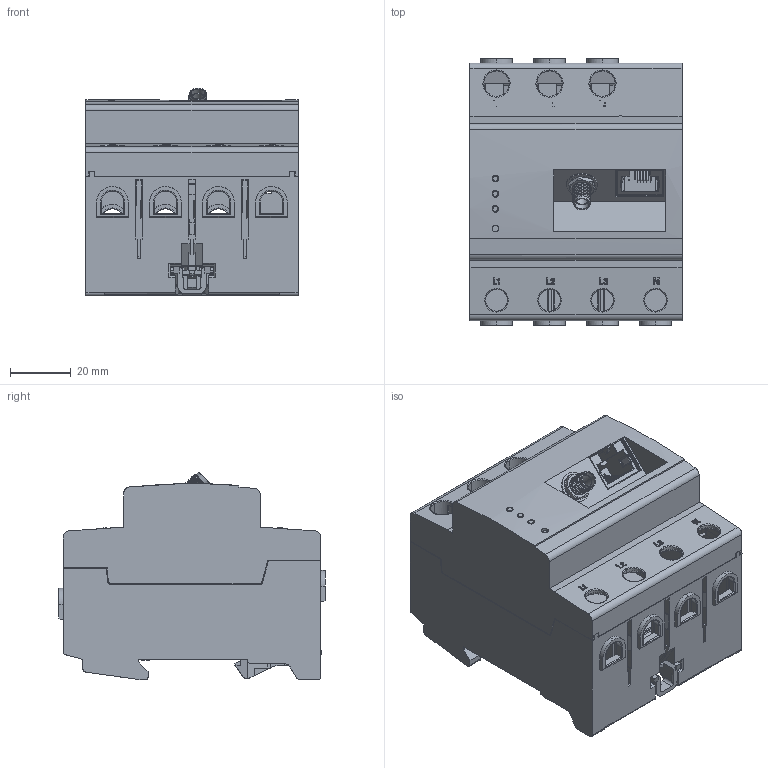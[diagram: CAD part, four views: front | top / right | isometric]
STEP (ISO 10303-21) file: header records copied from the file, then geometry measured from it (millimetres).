
FILE_DESCRIPTION (( 'STEP AP203' ), '1' );
FILE_NAME ('CMS_770.STEP', '2015-06-26T10:45:53', ( '' ), ( '' ), 'SwSTEP 2.0', 'SolidWorks 2015', '' );
FILE_SCHEMA (( 'CONFIG_CONTROL_DESIGN' ));
Products named in the file (1): CMS_770
Bounding box: 70 x 88 x 68.64 mm (x, y, z)
Surface area: 43853.3 mm2 (no closed solid volume)
Topology: 0 solids, 31 shells, 1150 faces, 4495 edges, 3277 vertices
Faces by surface type: plane 615, cylinder 385, bspline 116, cone 32, sphere 2
Entity records: 70040 total; most frequent: CARTESIAN_POINT 36621, ORIENTED_EDGE 6976, DIRECTION 5382, EDGE_CURVE 4459, VERTEX_POINT 3277, VECTOR 2810, LINE 2810, B_SPLINE_CURVE_WITH_KNOTS 1353
